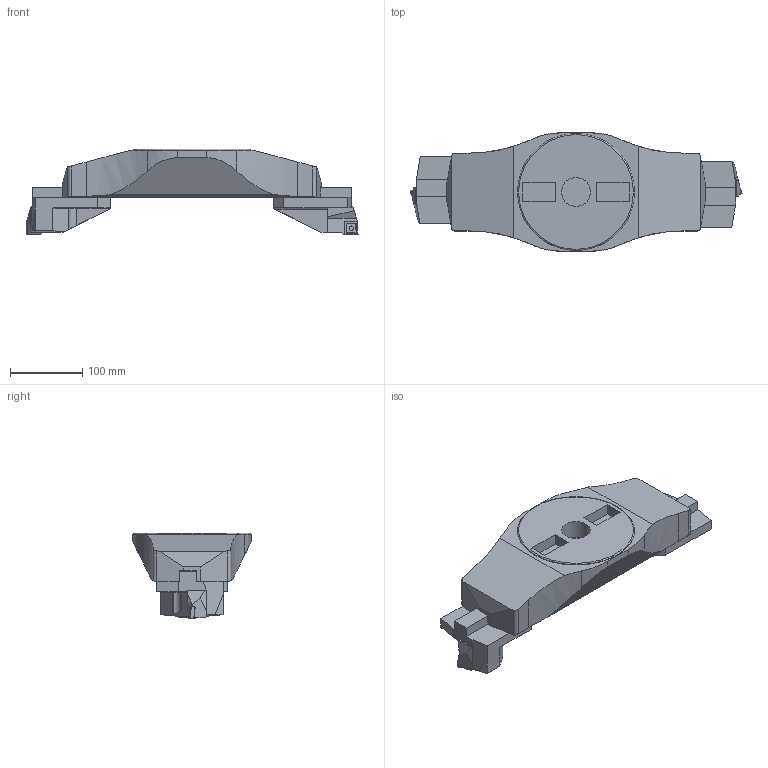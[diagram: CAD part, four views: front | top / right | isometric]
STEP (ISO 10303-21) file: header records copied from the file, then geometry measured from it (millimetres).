
FILE_DESCRIPTION(/* description */ (''),/* implementation_level */ '2;1');
FILE_NAME(/* name */ '1570442531702.stp',/* time_stamp */ '2019-10-07T12:02:19+02:00',/* author */ (''),/* organization */ ('SMS'),/* preprocessor_version */ 'ST-DEVELOPER v16.7',/* originating_system */ 'SIEMENS PLM Software NX 12.0',/* authorisation */ '');
FILE_SCHEMA (('AUTOMOTIVE_DESIGN { 1 0 10303 214 3 1 1 1 }'));
Length unit declared in the file: millimetre
Products named in the file (8): 200983012mod000_00; ASSEMBLY_CONSTRUCTION; 202209932mod000_00; 111169653mod000_01; 111165645mod000_02; 200914736mod000_01; 111164704mod000_01
Assembly tree (9 placements, depth 3):
  111164704mod000_01
    111165645mod000_02
    111169653mod000_01  x2
    200914736mod000_01  x2
      202209932mod000_00
      ASSEMBLY_CONSTRUCTION
      200983012mod000_00
    ASSEMBLY_CONSTRUCTION
Bounding box: 459.98 x 164 x 119.05 mm (x, y, z)
Volume: 3023040.7 mm3; surface area: 236904.8 mm2
Topology: 7 solids, 7 shells, 247 faces, 643 edges, 448 vertices
Faces by surface type: plane 172, cylinder 32, cone 24, torus 19
Full cylindrical faces by diameter (mm): 4.7 x4, 40 x1, 162 x1
Entity records: 4966 total; most frequent: CARTESIAN_POINT 849, DIRECTION 818, ORIENTED_EDGE 752, EDGE_CURVE 376, LINE 284, VECTOR 284, AXIS2_PLACEMENT_3D 267, VERTEX_POINT 258
